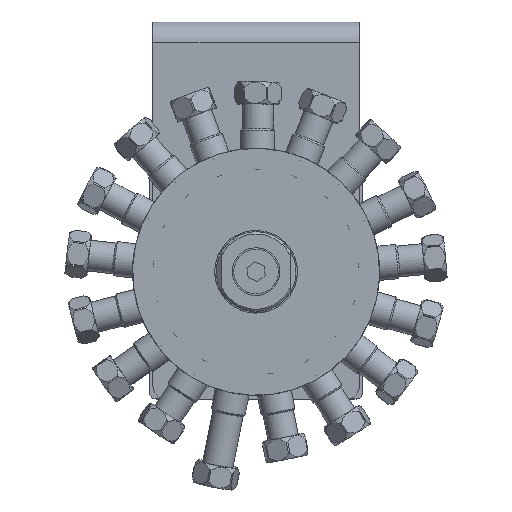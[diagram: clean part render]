
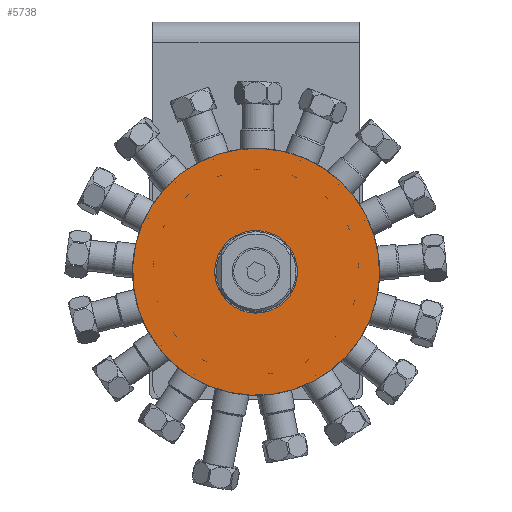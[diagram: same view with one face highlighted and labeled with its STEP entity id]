
A CAD part, top view. The second image highlights one B-rep face of the part: STEP entity #5738.
In plain terms, the highlighted planar face has unit normal (0, 0, 1).
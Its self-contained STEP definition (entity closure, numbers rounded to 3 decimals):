
#5711=CARTESIAN_POINT('',(28.233,38.526,111.85));
#5712=DIRECTION('',(0.0,0.0,1.0));
#5713=DIRECTION('',(0.924,-0.383,0.0));
#5714=AXIS2_PLACEMENT_3D('',#5711,#5712,#5713);
#5715=PLANE('',#5714);
#5716=CARTESIAN_POINT('',(31.866,47.296,111.85));
#5717=VERTEX_POINT('',#5716);
#5718=CARTESIAN_POINT('',(20.955,20.955,111.85));
#5719=DIRECTION('',(0.,0.,-1.0));
#5720=DIRECTION('',(0.383,0.924,0.));
#5721=AXIS2_PLACEMENT_3D('',#5718,#5719,#5720);
#5722=CIRCLE('',#5721,28.512);
#5723=EDGE_CURVE('',#5717,#5717,#5722,.T.);
#5724=ORIENTED_EDGE('',*,*,#5723,.F.);
#5725=EDGE_LOOP('',(#5724));
#5726=FACE_OUTER_BOUND('',#5725,.T.);
#5727=CARTESIAN_POINT('',(24.61,29.778,111.85));
#5728=VERTEX_POINT('',#5727);
#5729=CARTESIAN_POINT('',(20.955,20.955,111.85));
#5730=DIRECTION('',(0.,0.,1.0));
#5731=DIRECTION('',(-0.383,-0.924,0.));
#5732=AXIS2_PLACEMENT_3D('',#5729,#5730,#5731);
#5733=CIRCLE('',#5732,9.55);
#5734=EDGE_CURVE('',#5728,#5728,#5733,.T.);
#5735=ORIENTED_EDGE('',*,*,#5734,.F.);
#5736=EDGE_LOOP('',(#5735));
#5737=FACE_BOUND('',#5736,.T.);
#5738=ADVANCED_FACE('',(#5726,#5737),#5715,.T.);
